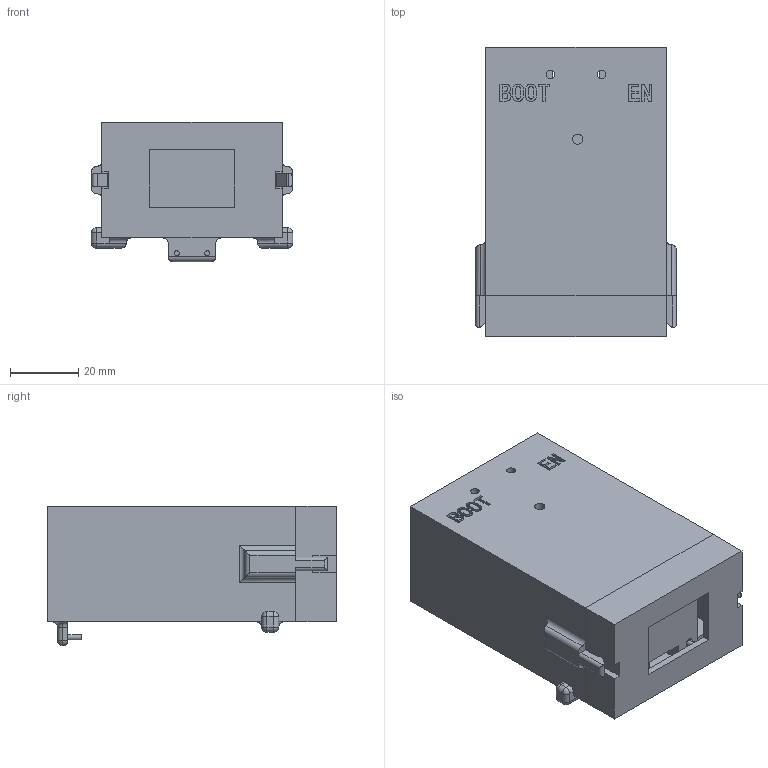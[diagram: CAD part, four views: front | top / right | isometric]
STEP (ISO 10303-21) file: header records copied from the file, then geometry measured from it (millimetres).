
FILE_DESCRIPTION (( 'STEP AP214' ), '1' );
FILE_NAME ('恲坁僅數俋褲.STEP', '2025-06-29T11:03:16', ( '' ), ( '' ), 'SwSTEP 2.0', 'SolidWorks 2024', '' );
FILE_SCHEMA (( 'AUTOMOTIVE_DESIGN' ));
Length unit declared in the file: millimetre
Products named in the file (5): 上盖; OLED 压板; 温湿度计外壳; OLED前盖; 底座
Assembly tree (4 placements, depth 2):
  温湿度计外壳
    OLED前盖
    OLED 压板
    底座
    上盖
Bounding box: 59.2 x 85 x 41 mm (x, y, z)
Volume: 44153.4 mm3; surface area: 40943.8 mm2
Topology: 4 solids, 4 shells, 474 faces, 1234 edges, 784 vertices
Faces by surface type: plane 219, cylinder 193, bspline 42, sphere 10, cone 8, torus 2
Entity records: 22659 total; most frequent: CARTESIAN_POINT 11768, ORIENTED_EDGE 2448, DIRECTION 1963, EDGE_CURVE 1224, VERTEX_POINT 784, VECTOR 765, LINE 765, AXIS2_PLACEMENT_3D 599
